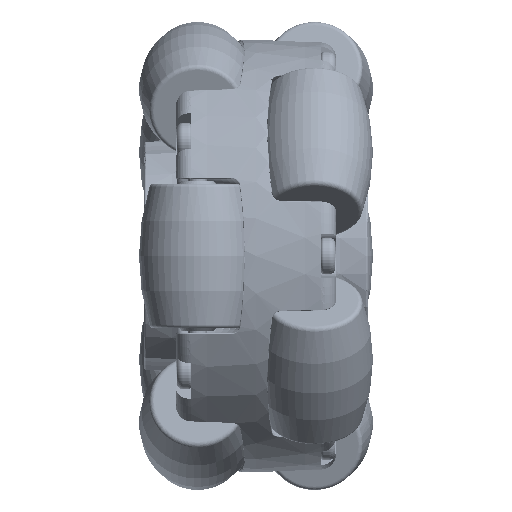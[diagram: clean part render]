
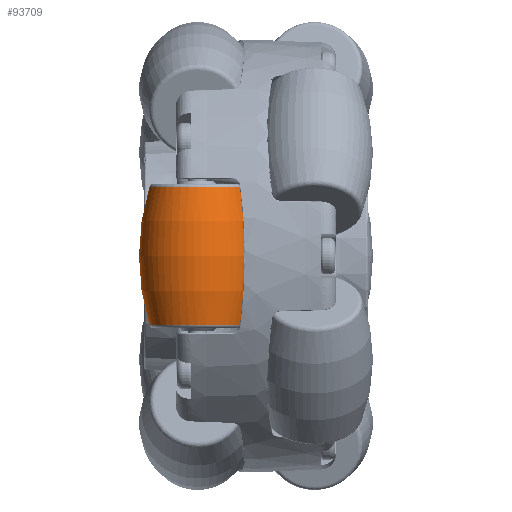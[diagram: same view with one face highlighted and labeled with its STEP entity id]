
A CAD part, front view. The second image highlights one B-rep face of the part: STEP entity #93709.
In plain terms, the highlighted toroidal (fillet/blend) face has major radius 28.575 mm and minor radius 38.1 mm.
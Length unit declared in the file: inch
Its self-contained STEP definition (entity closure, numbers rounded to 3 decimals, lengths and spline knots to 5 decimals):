
#19111 = DIRECTION ( 'NONE',  ( -1., 0., 0. ) ) ;
#28836 = ORIENTED_EDGE ( 'NONE', *, *, #295039, .T. ) ;
#39977 = CARTESIAN_POINT ( 'NONE',  ( -0.375, -1.125, 0.44147 ) ) ;
#51557 = VERTEX_POINT ( 'NONE', #242087 ) ;
#62071 = CIRCLE ( 'NONE', #190584, 1.5 ) ;
#66335 = EDGE_CURVE ( 'NONE', #51557, #205999, #127004, .T. ) ;
#67179 = CIRCLE ( 'NONE', #94015, 0.30856 ) ;
#83762 = CARTESIAN_POINT ( 'NONE',  ( 0.75, -1.125, 0. ) ) ;
#90932 = DIRECTION ( 'NONE',  ( 0., -1., 0. ) ) ;
#93709 = ADVANCED_FACE ( 'NONE', ( #177517 ), #219115, .T. ) ;
#94015 = AXIS2_PLACEMENT_3D ( 'NONE', #272230, #247085, #19111 ) ;
#94068 = ORIENTED_EDGE ( 'NONE', *, *, #205781, .T. ) ;
#96869 = DIRECTION ( 'NONE',  ( 1., 0., 0. ) ) ;
#103740 = DIRECTION ( 'NONE',  ( 0., 0., 1. ) ) ;
#127004 = CIRCLE ( 'NONE', #293097, 1.5 ) ;
#136937 = CARTESIAN_POINT ( 'NONE',  ( -0.06644, -1.125, 0.44147 ) ) ;
#144567 = DIRECTION ( 'NONE',  ( 1., 0., 0. ) ) ;
#163657 = CARTESIAN_POINT ( 'NONE',  ( -0.68356, -1.125, 0.44147 ) ) ;
#177517 = FACE_OUTER_BOUND ( 'NONE', #240583, .T. ) ;
#190584 = AXIS2_PLACEMENT_3D ( 'NONE', #320527, #90932, #144567 ) ;
#205781 = EDGE_CURVE ( 'NONE', #295821, #205999, #226934, .T. ) ;
#205999 = VERTEX_POINT ( 'NONE', #163657 ) ;
#209493 = DIRECTION ( 'NONE',  ( 0., 1., 0. ) ) ;
#217442 = ORIENTED_EDGE ( 'NONE', *, *, #243862, .T. ) ;
#219115 = TOROIDAL_SURFACE ( 'NONE', #283231, -1.125, 1.5 ) ;
#226934 = CIRCLE ( 'NONE', #291125, 0.30856 ) ;
#240583 = EDGE_LOOP ( 'NONE', ( #217442, #28836, #94068, #257497 ) ) ;
#242087 = CARTESIAN_POINT ( 'NONE',  ( -0.68356, -1.125, -0.44147 ) ) ;
#243862 = EDGE_CURVE ( 'NONE', #51557, #281681, #67179, .T. ) ;
#247085 = DIRECTION ( 'NONE',  ( 0., 0., 1. ) ) ;
#257497 = ORIENTED_EDGE ( 'NONE', *, *, #66335, .F. ) ;
#272230 = CARTESIAN_POINT ( 'NONE',  ( -0.375, -1.125, -0.44147 ) ) ;
#279776 = DIRECTION ( 'NONE',  ( -1., 0., 0. ) ) ;
#281681 = VERTEX_POINT ( 'NONE', #287250 ) ;
#283231 = AXIS2_PLACEMENT_3D ( 'NONE', #311536, #103740, #279776 ) ;
#287250 = CARTESIAN_POINT ( 'NONE',  ( -0.06644, -1.125, -0.44147 ) ) ;
#291125 = AXIS2_PLACEMENT_3D ( 'NONE', #39977, #326460, #96869 ) ;
#293097 = AXIS2_PLACEMENT_3D ( 'NONE', #83762, #209493, #311736 ) ;
#295039 = EDGE_CURVE ( 'NONE', #281681, #295821, #62071, .T. ) ;
#295821 = VERTEX_POINT ( 'NONE', #136937 ) ;
#311536 = CARTESIAN_POINT ( 'NONE',  ( -0.375, -1.125, 0. ) ) ;
#311736 = DIRECTION ( 'NONE',  ( -1., 0., 0. ) ) ;
#320527 = CARTESIAN_POINT ( 'NONE',  ( -1.5, -1.125, 0. ) ) ;
#326460 = DIRECTION ( 'NONE',  ( 0., 0., -1. ) ) ;
